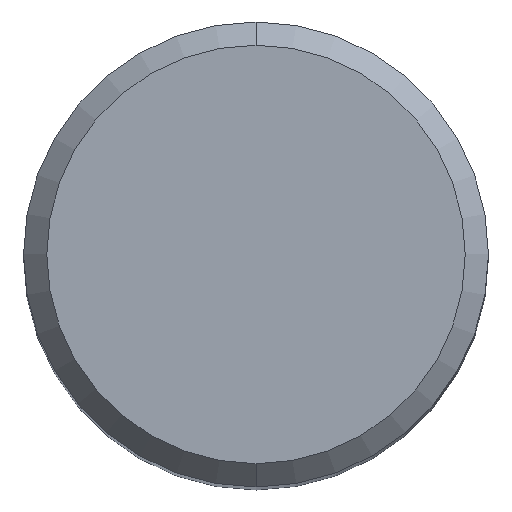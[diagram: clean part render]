
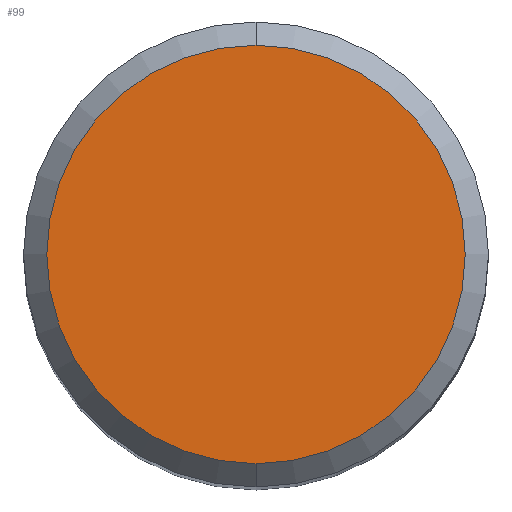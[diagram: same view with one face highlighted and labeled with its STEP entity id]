
A CAD part, top view. The second image highlights one B-rep face of the part: STEP entity #99.
In plain terms, the highlighted planar face has unit normal (0, 0, 1).
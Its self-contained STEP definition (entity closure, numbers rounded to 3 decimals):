
#99=ADVANCED_FACE('',(#250),#251,.T.);
#105=EDGE_CURVE('',#107,#195,#257,.T.);
#107=VERTEX_POINT('',#259);
#163=EDGE_CURVE('',#195,#107,#323,.T.);
#195=VERTEX_POINT('',#360);
#250=FACE_OUTER_BOUND('',#410,.T.);
#251=PLANE('',#411);
#257=CIRCLE('',#418,5.4);
#259=CARTESIAN_POINT('',(0.,-5.4,0.0));
#323=CIRCLE('',#504,5.4);
#360=CARTESIAN_POINT('',(0.0,5.4,0.0));
#410=EDGE_LOOP('',(#602,#603));
#411=AXIS2_PLACEMENT_3D('',#604,#605,#606);
#418=AXIS2_PLACEMENT_3D('',#611,#612,#613);
#504=AXIS2_PLACEMENT_3D('',#691,#692,#693);
#602=ORIENTED_EDGE('',*,*,#163,.F.);
#603=ORIENTED_EDGE('',*,*,#105,.F.);
#604=CARTESIAN_POINT('',(0.0,2.7,0.0));
#605=DIRECTION('',(-0.0,0.0,1.0));
#606=DIRECTION('',(0.0,-1.0,0.0));
#611=CARTESIAN_POINT('',(0.0,0.0,0.0));
#612=DIRECTION('',(0.0,0.0,-1.0));
#613=DIRECTION('',(0.0,1.0,0.0));
#691=CARTESIAN_POINT('',(0.0,0.0,0.0));
#692=DIRECTION('',(0.0,0.0,-1.0));
#693=DIRECTION('',(0.0,1.0,0.0));
